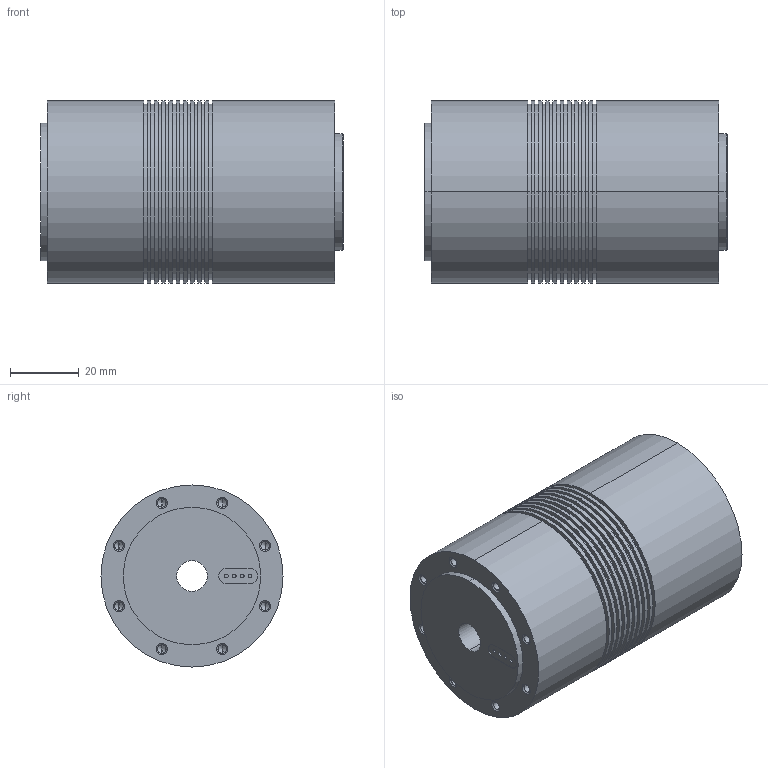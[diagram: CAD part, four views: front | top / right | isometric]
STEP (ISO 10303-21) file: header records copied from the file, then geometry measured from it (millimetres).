
FILE_DESCRIPTION (( 'STEP AP203' ), '1' );
FILE_NAME ('RDrive50_rev04.STEP', '2019-01-30T09:34:46', ( '' ), ( '' ), 'SwSTEP 2.0', 'SolidWorks 2017', '' );
FILE_SCHEMA (( 'CONFIG_CONTROL_DESIGN' ));
Length unit declared in the file: millimetre
Products named in the file (3): RDrive50_rev04; RD50_Housing_.; RD50_Flange_.
Assembly tree (2 placements, depth 2):
  RDrive50_rev04
    RD50_Housing_.
    RD50_Flange_.
Bounding box: 88.1 x 53 x 53 mm (x, y, z)
Volume: 181093.6 mm3; surface area: 28979 mm2
Topology: 2 solids, 2 shells, 231 faces, 504 edges, 308 vertices
Faces by surface type: cylinder 126, cone 58, plane 45, torus 2
Entity records: 6645 total; most frequent: DIRECTION 1258, CARTESIAN_POINT 1032, ORIENTED_EDGE 976, AXIS2_PLACEMENT_3D 534, EDGE_CURVE 488, VERTEX_POINT 308, EDGE_LOOP 306, CIRCLE 298
